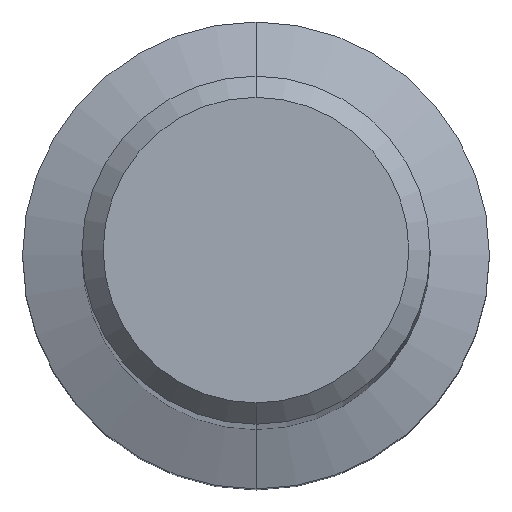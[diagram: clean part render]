
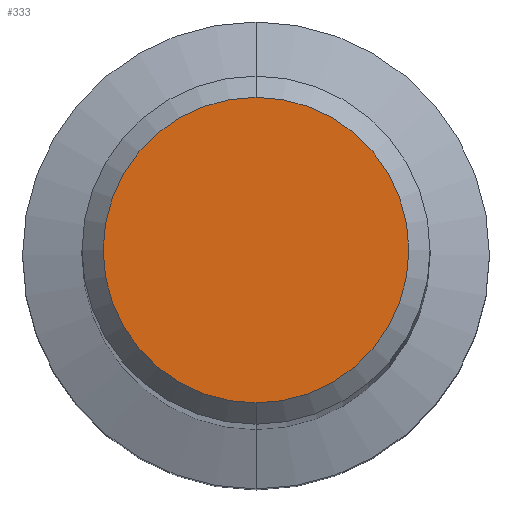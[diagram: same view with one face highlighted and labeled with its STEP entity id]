
A CAD part, top view. The second image highlights one B-rep face of the part: STEP entity #333.
In plain terms, the highlighted planar face has unit normal (0, 0, 1).
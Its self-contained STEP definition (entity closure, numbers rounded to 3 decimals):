
#289=VERTEX_POINT('',#656);
#327=EDGE_CURVE('',#289,#481,#699,.T.);
#333=ADVANCED_FACE('',(#706),#707,.T.);
#481=VERTEX_POINT('',#865);
#485=EDGE_CURVE('',#481,#289,#869,.T.);
#656=CARTESIAN_POINT('',(0.0,3.6,0.0));
#699=CIRCLE('',#1192,3.6);
#706=FACE_OUTER_BOUND('',#1199,.T.);
#707=PLANE('',#1200);
#865=CARTESIAN_POINT('',(0.,-3.6,0.0));
#869=CIRCLE('',#1538,3.6);
#1192=AXIS2_PLACEMENT_3D('',#1844,#1845,#1846);
#1199=EDGE_LOOP('',(#1864,#1865));
#1200=AXIS2_PLACEMENT_3D('',#1866,#1867,#1868);
#1538=AXIS2_PLACEMENT_3D('',#2011,#2012,#2013);
#1844=CARTESIAN_POINT('',(0.0,0.0,0.0));
#1845=DIRECTION('',(0.0,0.0,-1.0));
#1846=DIRECTION('',(0.0,1.0,0.0));
#1864=ORIENTED_EDGE('',*,*,#327,.F.);
#1865=ORIENTED_EDGE('',*,*,#485,.F.);
#1866=CARTESIAN_POINT('',(0.0,1.8,0.0));
#1867=DIRECTION('',(-0.0,0.0,1.0));
#1868=DIRECTION('',(0.0,-1.0,0.0));
#2011=CARTESIAN_POINT('',(0.0,0.0,0.0));
#2012=DIRECTION('',(0.0,0.0,-1.0));
#2013=DIRECTION('',(0.0,1.0,0.0));
